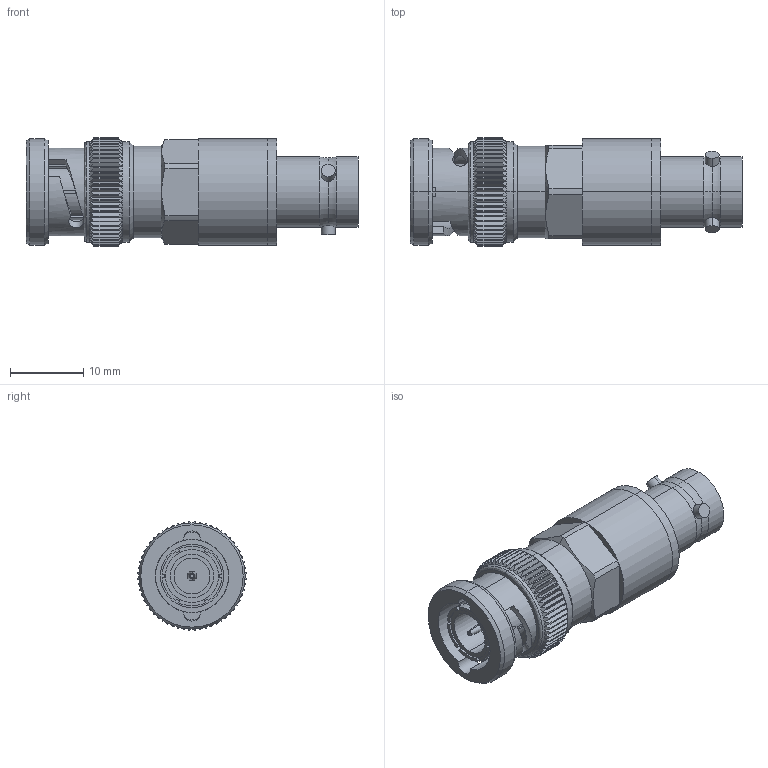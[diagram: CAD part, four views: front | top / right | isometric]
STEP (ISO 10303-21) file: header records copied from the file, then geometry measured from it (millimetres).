
FILE_DESCRIPTION (( 'STEP AP214' ), '1' );
FILE_NAME ('SM6728_3D.step', '2023-08-22T13:32:04', ( '' ), ( '' ), 'SwSTEP 2.0', 'SolidWorks 2022', '' );
FILE_SCHEMA (( 'AUTOMOTIVE_DESIGN' ));
Length unit declared in the file: inch
Products named in the file (1): SM6728_3D
Bounding box: 45.21 x 14.72 x 14.72 mm (x, y, z)
Volume: 4781.4 mm3; surface area: 3999.7 mm2
Topology: 2 solids, 4 shells, 493 faces, 1149 edges, 671 vertices
Faces by surface type: plane 196, cone 143, cylinder 138, bspline 10, torus 6
Entity records: 15552 total; most frequent: CARTESIAN_POINT 4434, ORIENTED_EDGE 2298, DIRECTION 2275, EDGE_CURVE 1149, AXIS2_PLACEMENT_3D 944, VERTEX_POINT 671, EDGE_LOOP 510, ADVANCED_FACE 493
